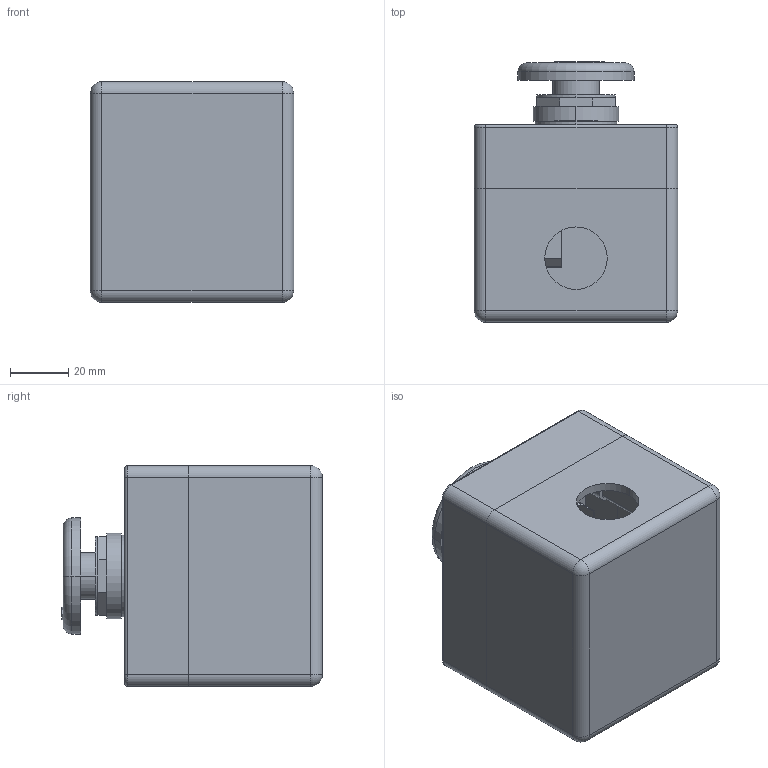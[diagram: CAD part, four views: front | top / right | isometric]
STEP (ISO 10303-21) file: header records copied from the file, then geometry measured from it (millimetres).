
FILE_DESCRIPTION (( 'STEP AP214' ), '1' );
FILE_NAME ('E22ASB106.step', '2018-07-09T20:11:38', ( '' ), ( '' ), 'SwSTEP 2.0', 'SolidWorks 2017', '' );
FILE_SCHEMA (( 'AUTOMOTIVE_DESIGN' ));
Length unit declared in the file: millimetre
Products named in the file (1): E22ASB106
Bounding box: 70 x 89.75 x 76 mm (x, y, z)
Volume: 180782.1 mm3; surface area: 74180.7 mm2
Topology: 14 solids, 14 shells, 421 faces, 1124 edges, 722 vertices
Faces by surface type: plane 305, cylinder 98, torus 14, sphere 4
Entity records: 16842 total; most frequent: CARTESIAN_POINT 2392, ORIENTED_EDGE 2240, DIRECTION 2198, EDGE_CURVE 1120, LINE 854, VECTOR 854, VERTEX_POINT 722, AXIS2_PLACEMENT_3D 672
